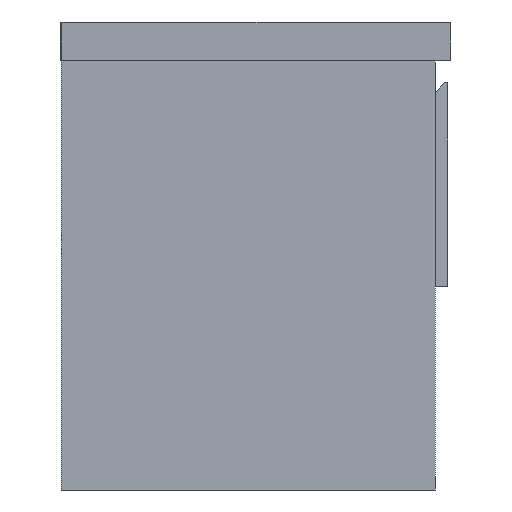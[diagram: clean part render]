
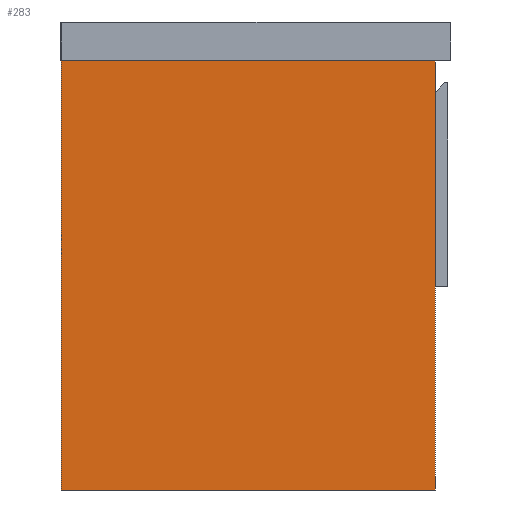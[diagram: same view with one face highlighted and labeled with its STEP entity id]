
A CAD part, left-side view. The second image highlights one B-rep face of the part: STEP entity #283.
In plain terms, the highlighted planar face has unit normal (-1, 0, 0).
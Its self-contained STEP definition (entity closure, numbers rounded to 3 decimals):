
#283=ADVANCED_FACE('',(#349),#1080,.T.);
#349=FACE_OUTER_BOUND('',#415,.T.);
#415=EDGE_LOOP('',(#645,#646,#647,#648));
#645=ORIENTED_EDGE('',*,*,#798,.T.);
#646=ORIENTED_EDGE('',*,*,#799,.T.);
#647=ORIENTED_EDGE('',*,*,#800,.T.);
#648=ORIENTED_EDGE('',*,*,#796,.F.);
#796=EDGE_CURVE('',#1013,#1014,#926,.T.);
#798=EDGE_CURVE('',#1013,#1015,#928,.T.);
#799=EDGE_CURVE('',#1015,#1016,#929,.T.);
#800=EDGE_CURVE('',#1016,#1014,#930,.T.);
#926=B_SPLINE_CURVE_WITH_KNOTS('',1,(#1987,#1988),.UNSPECIFIED.,.F.,.F.,
(2,2),(0.,480.),.UNSPECIFIED.);
#928=B_SPLINE_CURVE_WITH_KNOTS('',1,(#1991,#1992),.UNSPECIFIED.,.F.,.F.,
(2,2),(0.,550.),.UNSPECIFIED.);
#929=B_SPLINE_CURVE_WITH_KNOTS('',1,(#1993,#1994),.UNSPECIFIED.,.F.,.F.,
(2,2),(0.,480.),.UNSPECIFIED.);
#930=B_SPLINE_CURVE_WITH_KNOTS('',1,(#1995,#1996),.UNSPECIFIED.,.F.,.F.,
(2,2),(0.,550.),.UNSPECIFIED.);
#1013=VERTEX_POINT('',#1973);
#1014=VERTEX_POINT('',#1974);
#1015=VERTEX_POINT('',#1975);
#1016=VERTEX_POINT('',#1976);
#1080=PLANE('',#1246);
#1246=AXIS2_PLACEMENT_3D('',#1965,#1324,$);
#1324=DIRECTION('',(-1.,0.,0.));
#1965=CARTESIAN_POINT('',(-369.,330.,-48.));
#1973=CARTESIAN_POINT('',(-369.,275.,0.));
#1974=CARTESIAN_POINT('',(-369.,275.,480.));
#1975=CARTESIAN_POINT('',(-369.,-275.,0.));
#1976=CARTESIAN_POINT('',(-369.,-275.,480.));
#1987=CARTESIAN_POINT('',(-369.,275.,0.));
#1988=CARTESIAN_POINT('',(-369.,275.,480.));
#1991=CARTESIAN_POINT('',(-369.,275.,0.));
#1992=CARTESIAN_POINT('',(-369.,-275.,0.));
#1993=CARTESIAN_POINT('',(-369.,-275.,0.));
#1994=CARTESIAN_POINT('',(-369.,-275.,480.));
#1995=CARTESIAN_POINT('',(-369.,-275.,480.));
#1996=CARTESIAN_POINT('',(-369.,275.,480.));
